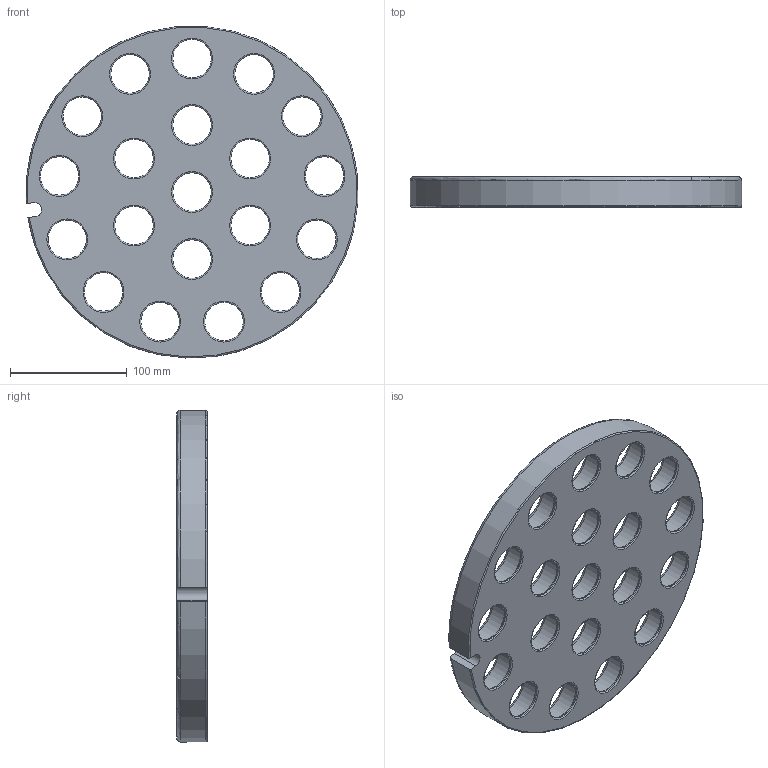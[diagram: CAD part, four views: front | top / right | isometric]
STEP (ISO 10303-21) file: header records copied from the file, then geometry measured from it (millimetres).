
FILE_DESCRIPTION(/* description */ (''),/* implementation_level */ '2;1');
FILE_NAME(/* name */ 'aerobuck_lid.step',/* time_stamp */ '2020-08-02T15:25:55-07:00',/* author */ (''),/* organization */ (''),/* preprocessor_version */ 'ST-DEVELOPER v18.1',/* originating_system */ 'Autodesk Translation Framework v9.3.0.1241',/* authorisation */ '');
FILE_SCHEMA (('AUTOMOTIVE_DESIGN { 1 0 10303 214 3 1 1 }'));
Length unit declared in the file: millimetre
Products named in the file (1): lid
Bounding box: 284.58 x 26 x 284.85 mm (x, y, z)
Volume: 763268.6 mm3; surface area: 184088.7 mm2
Topology: 1 solids, 1 shells, 148 faces, 417 edges, 278 vertices
Faces by surface type: torus 82, cylinder 42, plane 24
Full cylindrical faces by diameter (mm): 33 x20, 48 x20
Entity records: 5367 total; most frequent: CARTESIAN_POINT 1102, DIRECTION 1048, ORIENTED_EDGE 834, AXIS2_PLACEMENT_3D 500, EDGE_CURVE 417, CIRCLE 351, VERTEX_POINT 278, EDGE_LOOP 195
